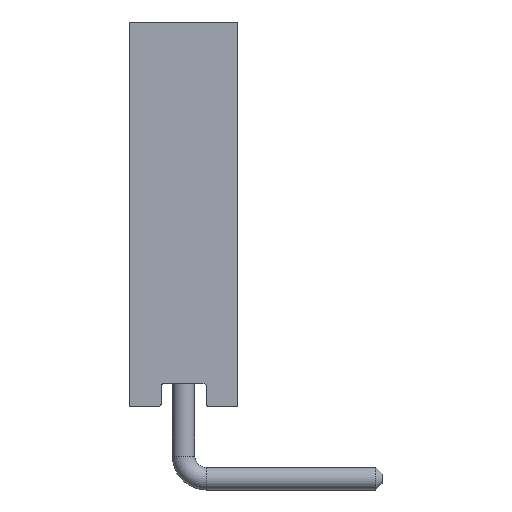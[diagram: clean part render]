
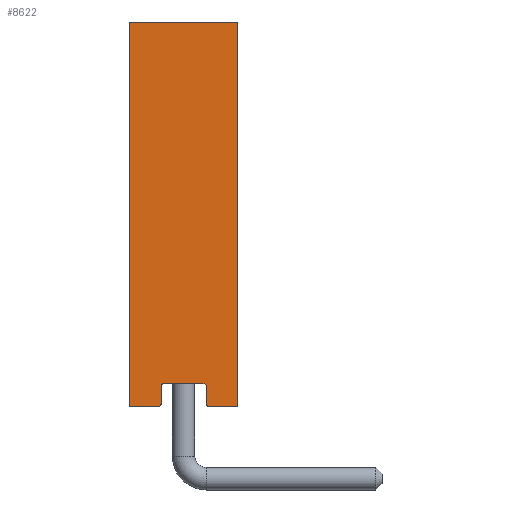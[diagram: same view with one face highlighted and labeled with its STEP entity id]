
A CAD part, left-side view. The second image highlights one B-rep face of the part: STEP entity #8622.
In plain terms, the highlighted planar face has unit normal (-1, 0, 0).
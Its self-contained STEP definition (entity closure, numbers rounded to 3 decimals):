
#463=PLANE('',#9233);
#902=FACE_OUTER_BOUND('',#1462,.T.);
#1462=EDGE_LOOP('',(#5976,#5977,#5978,#5979,#5980,#5981,#5982,#5983,#5984,
#5985,#5986,#5987));
#2048=LINE('',#13238,#2758);
#2051=LINE('',#13244,#2761);
#2052=LINE('',#13248,#2762);
#2053=LINE('',#13252,#2763);
#2054=LINE('',#13256,#2764);
#2055=LINE('',#13258,#2765);
#2056=LINE('',#13260,#2766);
#2057=LINE('',#13261,#2767);
#2758=VECTOR('',#10327,10.);
#2761=VECTOR('',#10332,10.);
#2762=VECTOR('',#10335,10.);
#2763=VECTOR('',#10338,10.);
#2764=VECTOR('',#10341,10.);
#2765=VECTOR('',#10342,10.);
#2766=VECTOR('',#10343,10.);
#2767=VECTOR('',#10344,10.);
#3449=CIRCLE('',#9230,0.05);
#3451=CIRCLE('',#9234,0.05);
#3452=CIRCLE('',#9235,0.05);
#3453=CIRCLE('',#9236,0.05);
#3797=VERTEX_POINT('',#13228);
#3798=VERTEX_POINT('',#13229);
#3801=VERTEX_POINT('',#13237);
#3803=VERTEX_POINT('',#13243);
#3804=VERTEX_POINT('',#13245);
#3805=VERTEX_POINT('',#13247);
#3806=VERTEX_POINT('',#13249);
#3807=VERTEX_POINT('',#13251);
#3808=VERTEX_POINT('',#13253);
#3809=VERTEX_POINT('',#13255);
#3810=VERTEX_POINT('',#13257);
#3811=VERTEX_POINT('',#13259);
#4614=EDGE_CURVE('',#3797,#3798,#3449,.T.);
#4618=EDGE_CURVE('',#3798,#3801,#2048,.T.);
#4621=EDGE_CURVE('',#3797,#3803,#2051,.T.);
#4622=EDGE_CURVE('',#3804,#3803,#3451,.T.);
#4623=EDGE_CURVE('',#3804,#3805,#2052,.T.);
#4624=EDGE_CURVE('',#3806,#3805,#3452,.T.);
#4625=EDGE_CURVE('',#3806,#3807,#2053,.T.);
#4626=EDGE_CURVE('',#3808,#3807,#3453,.T.);
#4627=EDGE_CURVE('',#3809,#3808,#2054,.T.);
#4628=EDGE_CURVE('',#3809,#3810,#2055,.T.);
#4629=EDGE_CURVE('',#3811,#3810,#2056,.T.);
#4630=EDGE_CURVE('',#3801,#3811,#2057,.T.);
#5976=ORIENTED_EDGE('',*,*,#4614,.F.);
#5977=ORIENTED_EDGE('',*,*,#4621,.T.);
#5978=ORIENTED_EDGE('',*,*,#4622,.F.);
#5979=ORIENTED_EDGE('',*,*,#4623,.T.);
#5980=ORIENTED_EDGE('',*,*,#4624,.F.);
#5981=ORIENTED_EDGE('',*,*,#4625,.T.);
#5982=ORIENTED_EDGE('',*,*,#4626,.F.);
#5983=ORIENTED_EDGE('',*,*,#4627,.F.);
#5984=ORIENTED_EDGE('',*,*,#4628,.T.);
#5985=ORIENTED_EDGE('',*,*,#4629,.F.);
#5986=ORIENTED_EDGE('',*,*,#4630,.F.);
#5987=ORIENTED_EDGE('',*,*,#4618,.F.);
#8622=ADVANCED_FACE('',(#902),#463,.T.);
#9230=AXIS2_PLACEMENT_3D('',#13230,#10319,#10320);
#9233=AXIS2_PLACEMENT_3D('',#13242,#10330,#10331);
#9234=AXIS2_PLACEMENT_3D('',#13246,#10333,#10334);
#9235=AXIS2_PLACEMENT_3D('',#13250,#10336,#10337);
#9236=AXIS2_PLACEMENT_3D('',#13254,#10339,#10340);
#10319=DIRECTION('center_axis',(1.,0.,0.));
#10320=DIRECTION('ref_axis',(0.,-0.707,-0.707));
#10327=DIRECTION('',(0.,1.,0.));
#10330=DIRECTION('center_axis',(-1.,0.,0.));
#10331=DIRECTION('ref_axis',(0.,-1.,0.));
#10332=DIRECTION('',(0.,0.,1.));
#10333=DIRECTION('center_axis',(-1.,0.,0.));
#10334=DIRECTION('ref_axis',(0.,0.707,0.707));
#10335=DIRECTION('',(0.,-1.,0.));
#10336=DIRECTION('center_axis',(-1.,0.,0.));
#10337=DIRECTION('ref_axis',(0.,-0.707,0.707));
#10338=DIRECTION('',(0.,0.,-1.));
#10339=DIRECTION('center_axis',(1.,0.,0.));
#10340=DIRECTION('ref_axis',(0.,0.707,-0.707));
#10341=DIRECTION('',(0.,1.,0.));
#10342=DIRECTION('',(0.,0.,1.));
#10343=DIRECTION('',(0.,-1.,0.));
#10344=DIRECTION('',(0.,0.,1.));
#13228=CARTESIAN_POINT('',(0.,-0.7,0.05));
#13229=CARTESIAN_POINT('',(0.,-0.65,0.));
#13230=CARTESIAN_POINT('Origin',(0.,-0.65,0.05));
#13237=CARTESIAN_POINT('',(0.,0.,0.));
#13238=CARTESIAN_POINT('',(0.,-2.4,0.));
#13242=CARTESIAN_POINT('Origin',(0.,0.,0.));
#13243=CARTESIAN_POINT('',(0.,-0.7,0.45));
#13244=CARTESIAN_POINT('',(0.,-0.7,0.));
#13245=CARTESIAN_POINT('',(0.,-0.75,0.5));
#13246=CARTESIAN_POINT('Origin',(0.,-0.75,0.45));
#13247=CARTESIAN_POINT('',(0.,-1.65,0.5));
#13248=CARTESIAN_POINT('',(0.,-0.6,0.5));
#13249=CARTESIAN_POINT('',(0.,-1.7,0.45));
#13250=CARTESIAN_POINT('Origin',(0.,-1.65,0.45));
#13251=CARTESIAN_POINT('',(0.,-1.7,0.05));
#13252=CARTESIAN_POINT('',(0.,-1.7,0.));
#13253=CARTESIAN_POINT('',(0.,-1.75,0.));
#13254=CARTESIAN_POINT('Origin',(0.,-1.75,0.05));
#13255=CARTESIAN_POINT('',(0.,-2.4,0.));
#13256=CARTESIAN_POINT('',(0.,-2.4,0.));
#13257=CARTESIAN_POINT('',(0.,-2.4,8.5));
#13258=CARTESIAN_POINT('',(0.,-2.4,0.));
#13259=CARTESIAN_POINT('',(0.,0.,8.5));
#13260=CARTESIAN_POINT('',(0.,-2.4,8.5));
#13261=CARTESIAN_POINT('',(0.,0.,0.));
